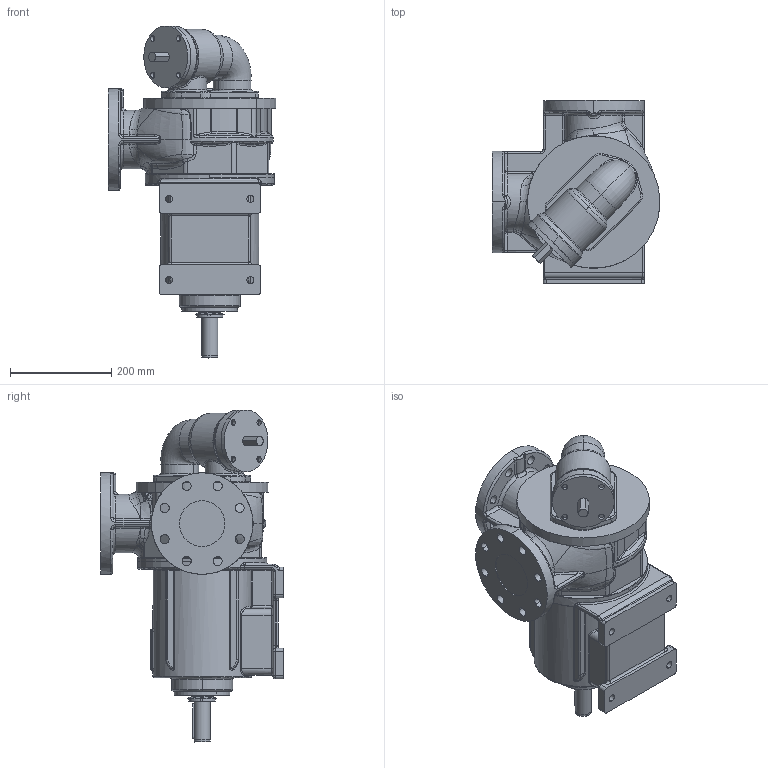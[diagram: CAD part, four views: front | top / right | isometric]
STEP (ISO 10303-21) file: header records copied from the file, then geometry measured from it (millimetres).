
FILE_DESCRIPTION((''),'2;1');
FILE_NAME('R_80_G1_B_Y','2018-06-20T10:54:49',('Nicola'),(''),'CREO PARAMETRIC BY PTC INC, 2017110','CREO PARAMETRIC BY PTC INC, 2017110','');
FILE_SCHEMA(('CONFIG_CONTROL_DESIGN'));
Products named in the file (1): R_80_G1_B_Y
Bounding box: 330.01 x 360 x 654.27 mm (x, y, z)
Volume: 21757419.3 mm3; surface area: 793563.3 mm2
Topology: 1 solids, 1 shells, 915 faces, 2187 edges, 1291 vertices
Faces by surface type: bspline 288, cylinder 275, plane 160, torus 93, cone 73, sphere 26
Entity records: 76282 total; most frequent: CARTESIAN_POINT 56655, ORIENTED_EDGE 4374, DIRECTION 3797, EDGE_CURVE 2187, AXIS2_PLACEMENT_3D 1578, VERTEX_POINT 1291, EDGE_LOOP 980, CIRCLE 951
